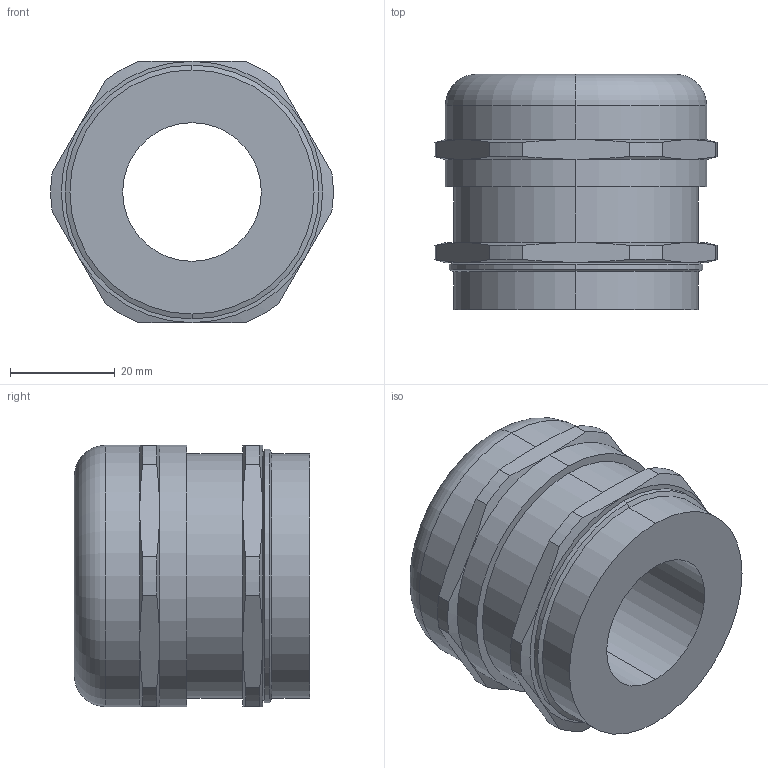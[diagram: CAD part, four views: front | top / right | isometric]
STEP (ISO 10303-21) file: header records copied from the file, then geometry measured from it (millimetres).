
FILE_DESCRIPTION (( 'STEP AP214' ), '1' );
FILE_NAME ('ZP-MC-CG-36M8.step', '2015-08-12T18:12:35', ( '' ), ( '' ), 'SwSTEP 2.0', 'SolidWorks 2014', '' );
FILE_SCHEMA (( 'AUTOMOTIVE_DESIGN' ));
Length unit declared in the file: millimetre
Products named in the file (1): ZP-MC-CG-36M8
Bounding box: 53.94 x 45 x 50 mm (x, y, z)
Volume: 58729.3 mm3; surface area: 14269.8 mm2
Topology: 1 solids, 1 shells, 71 faces, 162 edges, 96 vertices
Faces by surface type: cone 28, cylinder 24, plane 17, torus 2
Entity records: 2170 total; most frequent: CARTESIAN_POINT 554, DIRECTION 332, ORIENTED_EDGE 324, EDGE_CURVE 162, AXIS2_PLACEMENT_3D 146, VERTEX_POINT 96, EDGE_LOOP 76, CIRCLE 74
